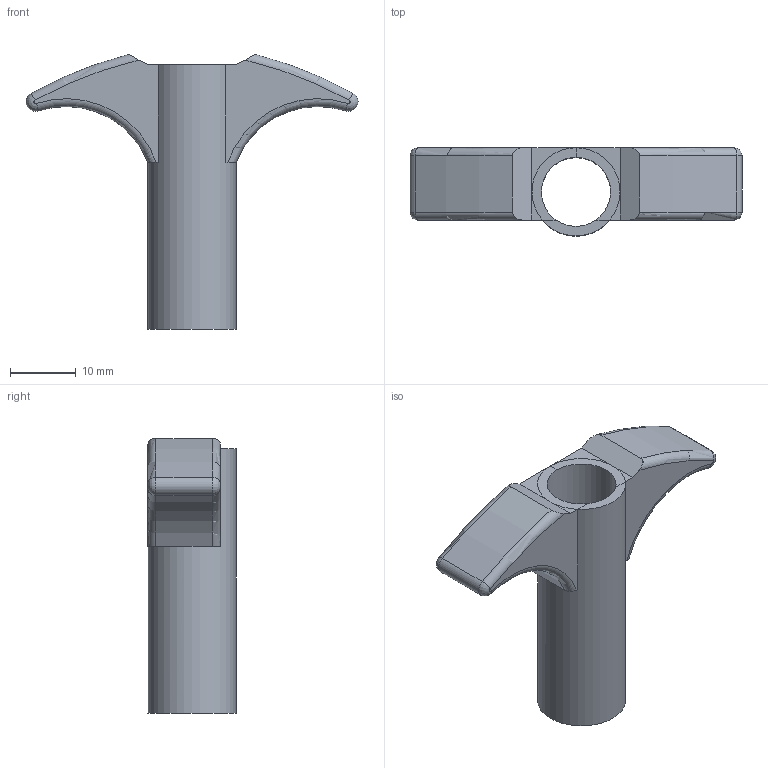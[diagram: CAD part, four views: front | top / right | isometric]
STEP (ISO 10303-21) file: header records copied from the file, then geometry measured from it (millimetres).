
FILE_DESCRIPTION(('FreeCAD Model'),'2;1');
FILE_NAME('Open CASCADE Shape Model','2025-10-26T15:13:07',(''),(''), 'Open CASCADE STEP processor 7.7','FreeCAD','Unknown');
FILE_SCHEMA(('AUTOMOTIVE_DESIGN { 1 0 10303 214 1 1 1 1 }'));
Length unit declared in the file: millimetre
Products named in the file (1): Handle
Bounding box: 50.48 x 13.4 x 41.81 mm (x, y, z)
Volume: 5403.2 mm3; surface area: 4382.6 mm2
Topology: 1 solids, 1 shells, 39 faces, 93 edges, 55 vertices
Faces by surface type: plane 19, cylinder 8, torus 8, revolution 4
Full cylindrical faces by diameter (mm): 10.5 x1, 13.401 x1
Entity records: 1361 total; most frequent: CARTESIAN_POINT 412, DIRECTION 209, ORIENTED_EDGE 186, EDGE_CURVE 93, AXIS2_PLACEMENT_3D 84, VERTEX_POINT 55, CIRCLE 48, FACE_BOUND 40
